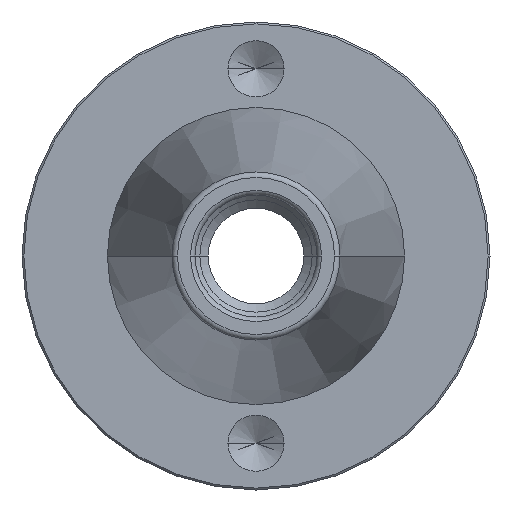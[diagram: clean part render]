
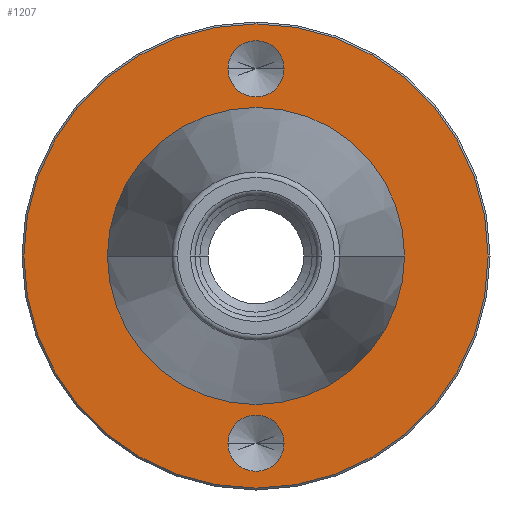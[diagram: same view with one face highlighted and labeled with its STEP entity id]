
A CAD part, left-side view. The second image highlights one B-rep face of the part: STEP entity #1207.
In plain terms, the highlighted planar face has unit normal (-1, 0, 0).
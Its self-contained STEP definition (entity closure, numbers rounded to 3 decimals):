
#154=CARTESIAN_POINT('',(-15.9,0.,0.));
#155=DIRECTION('',(-1.,0.,0.));
#156=DIRECTION('',(0.,1.,0.));
#157=AXIS2_PLACEMENT_3D('',#154,#155,#156);
#159=CARTESIAN_POINT('',(-15.9,0.,0.));
#160=DIRECTION('',(-1.,0.,0.));
#161=DIRECTION('',(0.,-1.,0.));
#162=AXIS2_PLACEMENT_3D('',#159,#160,#161);
#164=CARTESIAN_POINT('',(-15.9,0.,
0.));
#165=DIRECTION('',(-1.,0.,0.));
#166=DIRECTION('',(0.,1.,0.));
#167=AXIS2_PLACEMENT_3D('',#164,#165,#166);
#169=CARTESIAN_POINT('',(-15.9,0.,
0.));
#170=DIRECTION('',(-1.,0.,0.));
#171=DIRECTION('',(0.,-1.,0.));
#172=AXIS2_PLACEMENT_3D('',#169,#170,#171);
#174=CARTESIAN_POINT('',(-15.9,0.,-20.));
#175=DIRECTION('',(-1.,0.,0.));
#176=DIRECTION('',(0.,1.,0.));
#177=AXIS2_PLACEMENT_3D('',#174,#175,#176);
#179=CARTESIAN_POINT('',(-15.9,0.,-20.));
#180=DIRECTION('',(-1.,0.,0.));
#181=DIRECTION('',(0.,-1.,0.));
#182=AXIS2_PLACEMENT_3D('',#179,#180,#181);
#184=CARTESIAN_POINT('',(-15.9,0.,20.));
#185=DIRECTION('',(-1.,0.,0.));
#186=DIRECTION('',(0.,-1.,0.));
#187=AXIS2_PLACEMENT_3D('',#184,#185,#186);
#189=CARTESIAN_POINT('',(-15.9,0.,20.));
#190=DIRECTION('',(-1.,0.,0.));
#191=DIRECTION('',(0.,1.,0.));
#192=AXIS2_PLACEMENT_3D('',#189,#190,#191);
#814=CARTESIAN_POINT('',(-15.9,15.875,0.));
#815=CARTESIAN_POINT('',(-15.9,-15.875,0.));
#816=VERTEX_POINT('',#814);
#817=VERTEX_POINT('',#815);
#830=CARTESIAN_POINT('',(-15.9,24.8,0.));
#831=CARTESIAN_POINT('',(-15.9,-24.8,0.));
#832=VERTEX_POINT('',#830);
#833=VERTEX_POINT('',#831);
#844=CARTESIAN_POINT('',(-15.9,3.,-20.));
#845=CARTESIAN_POINT('',(-15.9,-3.,-20.));
#846=VERTEX_POINT('',#844);
#847=VERTEX_POINT('',#845);
#854=CARTESIAN_POINT('',(-15.9,-3.,20.));
#855=CARTESIAN_POINT('',(-15.9,3.,20.));
#856=VERTEX_POINT('',#854);
#857=VERTEX_POINT('',#855);
#1179=CARTESIAN_POINT('',(-15.9,0.,0.));
#1180=DIRECTION('',(1.,0.,0.));
#1181=DIRECTION('',(0.,-1.,0.));
#1182=AXIS2_PLACEMENT_3D('',#1179,#1180,#1181);
#1183=PLANE('',#1182);
#1185=ORIENTED_EDGE('',*,*,#1184,.F.);
#1186=ORIENTED_EDGE('',*,*,#1169,.F.);
#1187=EDGE_LOOP('',(#1185,#1186));
#1188=FACE_OUTER_BOUND('',#1187,.F.);
#1190=ORIENTED_EDGE('',*,*,#1189,.T.);
#1192=ORIENTED_EDGE('',*,*,#1191,.T.);
#1193=EDGE_LOOP('',(#1190,#1192));
#1194=FACE_BOUND('',#1193,.F.);
#1196=ORIENTED_EDGE('',*,*,#1195,.T.);
#1198=ORIENTED_EDGE('',*,*,#1197,.T.);
#1199=EDGE_LOOP('',(#1196,#1198));
#1200=FACE_BOUND('',#1199,.F.);
#1202=ORIENTED_EDGE('',*,*,#1201,.T.);
#1204=ORIENTED_EDGE('',*,*,#1203,.T.);
#1205=EDGE_LOOP('',(#1202,#1204));
#1206=FACE_BOUND('',#1205,.F.);
#1207=ADVANCED_FACE('',(#1188,#1194,#1200,#1206),#1183,.F.);
#158=CIRCLE('',#157,15.875);
#163=CIRCLE('',#162,15.875);
#168=CIRCLE('',#167,24.8);
#173=CIRCLE('',#172,24.8);
#178=CIRCLE('',#177,3.);
#183=CIRCLE('',#182,3.);
#188=CIRCLE('',#187,3.);
#193=CIRCLE('',#192,3.);
#1169=EDGE_CURVE('',#833,#832,#173,.T.);
#1184=EDGE_CURVE('',#832,#833,#168,.T.);
#1189=EDGE_CURVE('',#816,#817,#158,.T.);
#1191=EDGE_CURVE('',#817,#816,#163,.T.);
#1195=EDGE_CURVE('',#846,#847,#178,.T.);
#1197=EDGE_CURVE('',#847,#846,#183,.T.);
#1201=EDGE_CURVE('',#856,#857,#188,.T.);
#1203=EDGE_CURVE('',#857,#856,#193,.T.);
